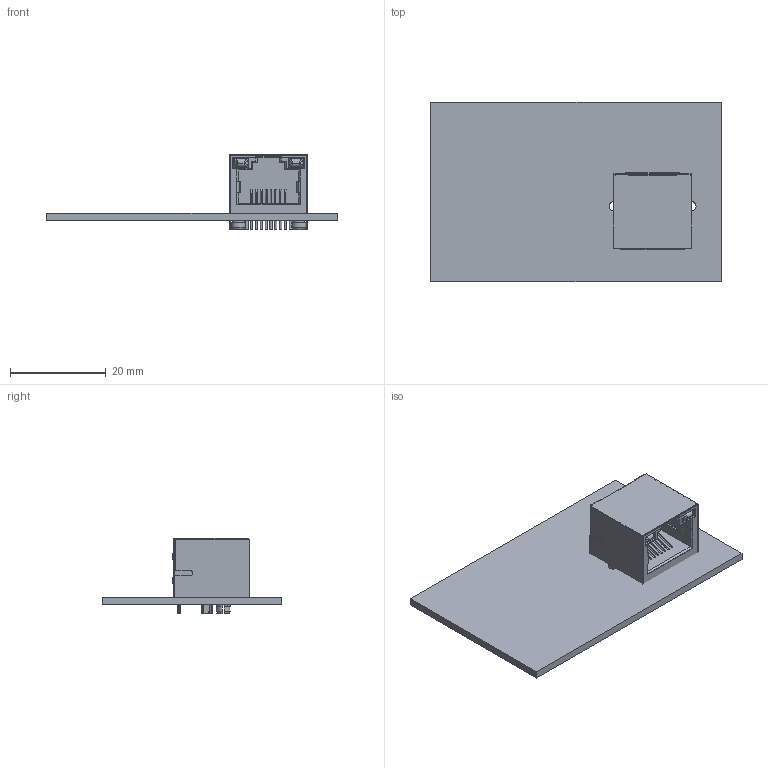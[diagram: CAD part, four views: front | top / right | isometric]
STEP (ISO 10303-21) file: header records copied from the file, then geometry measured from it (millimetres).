
FILE_DESCRIPTION(('Designed by EasyEDA Pro'),'2;1');
FILE_NAME('Open CASCADE Shape Model','2024-03-27T20:10:11',('Author'),( 'Open CASCADE'),'Open CASCADE STEP processor 7.6','Open CASCADE 7.6' ,'Unknown');
FILE_SCHEMA(('AUTOMOTIVE_DESIGN { 1 0 10303 214 1 1 1 1 }'));
Length unit declared in the file: millimetre
Products named in the file (5): PCBModel; COMPOUND; RJ1; RJ45-TH_R-RJ45R08P-C000
Assembly tree (4 placements, depth 4):
  PCBModel
    COMPOUND
    RJ1
      RJ45-TH_R-RJ45R08P-C000
        COMPOUND
Bounding box: 60.68 x 37.44 x 15.8 mm (x, y, z)
Volume: 5746.9 mm3; surface area: 8812.6 mm2
Topology: 26 solids, 26 shells, 650 faces, 1591 edges, 1020 vertices
Faces by surface type: plane 410, bspline 120, cylinder 108, torus 8, cone 4
Full cylindrical faces by diameter (mm): 0.914 x12, 1.9 x2, 3.3 x2
Entity records: 26095 total; most frequent: CARTESIAN_POINT 5774, ORIENTED_EDGE 3166, DIRECTION 2553, EDGE_CURVE 1583, LINE 1115, VECTOR 1115, VERTEX_POINT 1020, FACE_BOUND 733
